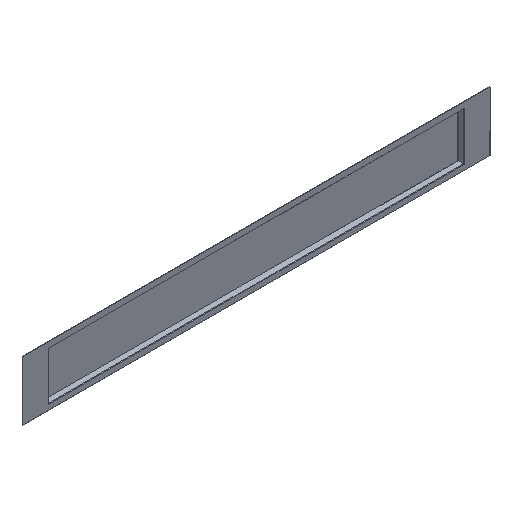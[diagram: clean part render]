
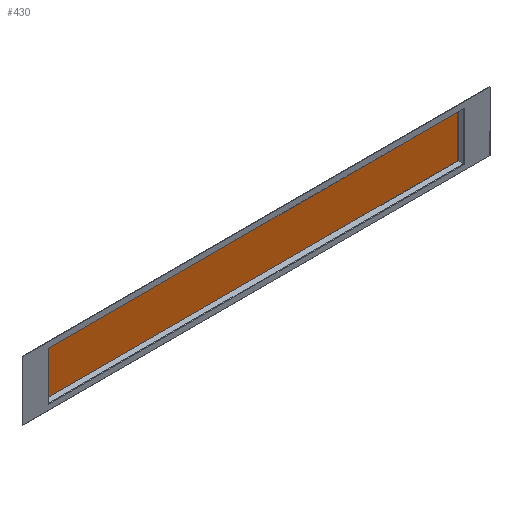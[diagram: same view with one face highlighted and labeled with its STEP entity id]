
A CAD part, isometric view. The second image highlights one B-rep face of the part: STEP entity #430.
In plain terms, the highlighted planar face has unit normal (0, -1, 0).
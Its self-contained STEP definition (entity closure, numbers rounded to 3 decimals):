
#7 = CARTESIAN_POINT ( 'NONE',  ( 0., 3., 0. ) ) ;
#12 = PLANE ( 'NONE',  #458 ) ;
#14 = DIRECTION ( 'NONE',  ( 0., -1., 0. ) ) ;
#15 = DIRECTION ( 'NONE',  ( 0., 0., -1. ) ) ;
#75 = CARTESIAN_POINT ( 'NONE',  ( 0., 3., 56.199 ) ) ;
#80 = CARTESIAN_POINT ( 'NONE',  ( -224.199, 3., 0. ) ) ;
#82 = DIRECTION ( 'NONE',  ( 0., 0., -1. ) ) ;
#83 = DIRECTION ( 'NONE',  ( -1., 0., 0. ) ) ;
#88 = CARTESIAN_POINT ( 'NONE',  ( 224.199, 3., 0. ) ) ;
#93 = DIRECTION ( 'NONE',  ( 0., 0., 1. ) ) ;
#121 = CARTESIAN_POINT ( 'NONE',  ( 0., 3., 8.801 ) ) ;
#122 = DIRECTION ( 'NONE',  ( 1., 0., 0. ) ) ;
#182 = CARTESIAN_POINT ( 'NONE',  ( -224.199, 3., 8.801 ) ) ;
#183 = CARTESIAN_POINT ( 'NONE',  ( -224.199, 3., 56.199 ) ) ;
#184 = CARTESIAN_POINT ( 'NONE',  ( 224.199, 3., 56.199 ) ) ;
#186 = CARTESIAN_POINT ( 'NONE',  ( 224.199, 3., 8.801 ) ) ;
#220 = VECTOR ( 'NONE', #122, 1000. ) ;
#223 = LINE ( 'NONE', #121, #220 ) ;
#232 = VECTOR ( 'NONE', #93, 1000. ) ;
#237 = LINE ( 'NONE', #88, #232 ) ;
#242 = VECTOR ( 'NONE', #83, 1000. ) ;
#244 = VECTOR ( 'NONE', #82, 1000. ) ;
#247 = LINE ( 'NONE', #80, #244 ) ;
#249 = LINE ( 'NONE', #75, #242 ) ;
#263 = FACE_OUTER_BOUND ( 'NONE', #352, .T. ) ;
#339 = ORIENTED_EDGE ( 'NONE', *, *, #463, .T. ) ;
#340 = ORIENTED_EDGE ( 'NONE', *, *, #498, .T. ) ;
#341 = ORIENTED_EDGE ( 'NONE', *, *, #469, .T. ) ;
#342 = ORIENTED_EDGE ( 'NONE', *, *, #464, .T. ) ;
#352 = EDGE_LOOP ( 'NONE', ( #339, #340, #341, #342 ) ) ;
#361 = VERTEX_POINT ( 'NONE', #183 ) ;
#362 = VERTEX_POINT ( 'NONE', #186 ) ;
#364 = VERTEX_POINT ( 'NONE', #182 ) ;
#367 = VERTEX_POINT ( 'NONE', #184 ) ;
#430 = ADVANCED_FACE ( 'NONE', ( #263 ), #12, .T. ) ;
#458 = AXIS2_PLACEMENT_3D ( 'NONE', #7, #14, #15 ) ;
#463 = EDGE_CURVE ( 'NONE', #361, #364, #247, .T. ) ;
#464 = EDGE_CURVE ( 'NONE', #367, #361, #249, .T. ) ;
#469 = EDGE_CURVE ( 'NONE', #362, #367, #237, .T. ) ;
#498 = EDGE_CURVE ( 'NONE', #364, #362, #223, .T. ) ;
